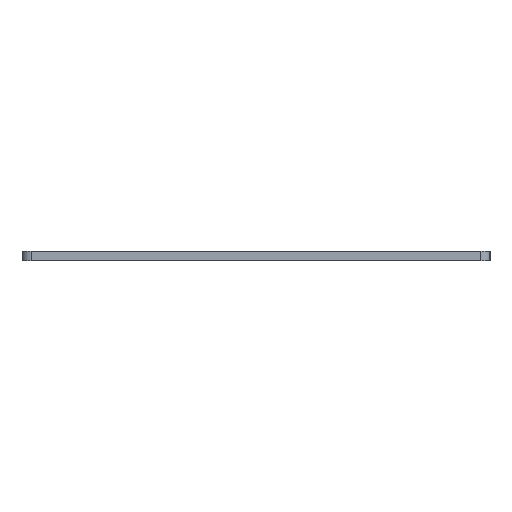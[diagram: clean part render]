
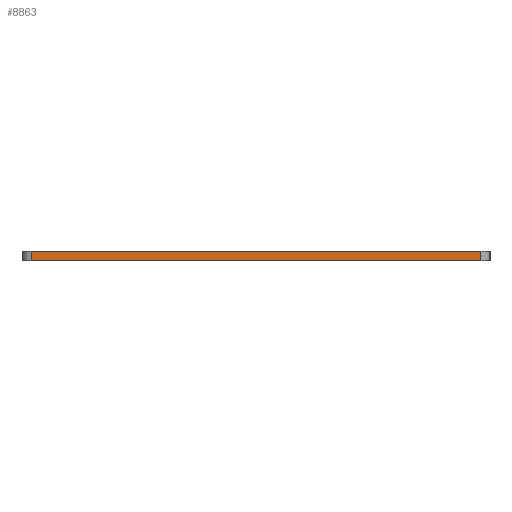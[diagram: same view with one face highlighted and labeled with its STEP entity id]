
A CAD part, left-side view. The second image highlights one B-rep face of the part: STEP entity #8863.
In plain terms, the highlighted planar face has unit normal (-1, 0, 0).
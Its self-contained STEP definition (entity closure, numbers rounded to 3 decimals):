
#104=PLANE('',#9566);
#337=FACE_OUTER_BOUND('',#838,.T.);
#838=EDGE_LOOP('',(#6369,#6370,#6371,#6372));
#1345=LINE('',#13031,#2257);
#1569=LINE('',#13922,#2481);
#1570=LINE('',#13925,#2482);
#1571=LINE('',#13926,#2483);
#2257=VECTOR('',#10281,10.);
#2481=VECTOR('',#10955,10.);
#2482=VECTOR('',#10958,10.);
#2483=VECTOR('',#10959,10.);
#3632=VERTEX_POINT('',#13028);
#3633=VERTEX_POINT('',#13030);
#4075=VERTEX_POINT('',#13920);
#4076=VERTEX_POINT('',#13924);
#4546=EDGE_CURVE('',#3632,#3633,#1345,.T.);
#4992=EDGE_CURVE('',#3633,#4075,#1569,.T.);
#4993=EDGE_CURVE('',#4076,#3632,#1570,.T.);
#4994=EDGE_CURVE('',#4075,#4076,#1571,.T.);
#6369=ORIENTED_EDGE('',*,*,#4992,.F.);
#6370=ORIENTED_EDGE('',*,*,#4546,.F.);
#6371=ORIENTED_EDGE('',*,*,#4993,.F.);
#6372=ORIENTED_EDGE('',*,*,#4994,.F.);
#8863=ADVANCED_FACE('',(#337),#104,.T.);
#9566=AXIS2_PLACEMENT_3D('',#13923,#10956,#10957);
#10281=DIRECTION('',(0.,-1.,0.));
#10955=DIRECTION('',(0.,0.,-1.));
#10956=DIRECTION('center_axis',(-1.,0.,0.));
#10957=DIRECTION('ref_axis',(0.,-1.,0.));
#10958=DIRECTION('',(0.,0.,1.));
#10959=DIRECTION('',(0.,1.,0.));
#13028=CARTESIAN_POINT('',(0.,-1.5,1.5));
#13030=CARTESIAN_POINT('',(0.,-74.7,1.5));
#13031=CARTESIAN_POINT('',(0.,-75.7,1.5));
#13920=CARTESIAN_POINT('',(0.,-74.7,0.));
#13922=CARTESIAN_POINT('',(0.,-74.7,0.));
#13923=CARTESIAN_POINT('Origin',(0.,-0.5,
0.));
#13924=CARTESIAN_POINT('',(0.,-1.5,0.));
#13925=CARTESIAN_POINT('',(0.,-1.5,0.));
#13926=CARTESIAN_POINT('',(0.,-75.7,0.));
